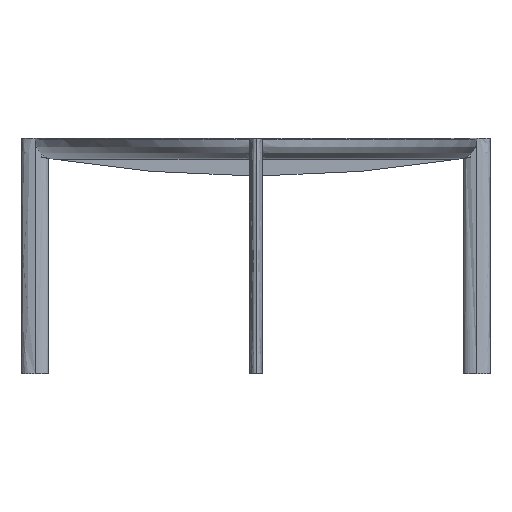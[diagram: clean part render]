
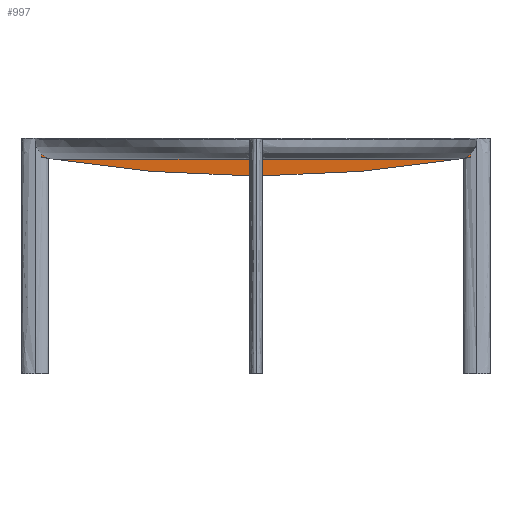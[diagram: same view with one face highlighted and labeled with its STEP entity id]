
A CAD part, left-side view. The second image highlights one B-rep face of the part: STEP entity #997.
In plain terms, the highlighted planar face has unit normal (-1, 0, 0).
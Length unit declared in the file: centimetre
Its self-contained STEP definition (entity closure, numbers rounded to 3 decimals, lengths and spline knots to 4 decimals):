
#49=(
BOUNDED_CURVE()
B_SPLINE_CURVE(2,(#12360,#12361,#12362),.UNSPECIFIED.,.F.,.F.)
B_SPLINE_CURVE_WITH_KNOTS((3,3),(0.,61.1618),.UNSPECIFIED.)
CURVE()
GEOMETRIC_REPRESENTATION_ITEM()
RATIONAL_B_SPLINE_CURVE((1.,0.997,1.))
REPRESENTATION_ITEM('')
);
#53=(
BOUNDED_CURVE()
B_SPLINE_CURVE(2,(#12412,#12413,#12414),.UNSPECIFIED.,.F.,.F.)
B_SPLINE_CURVE_WITH_KNOTS((3,3),(0.,61.1555),.UNSPECIFIED.)
CURVE()
GEOMETRIC_REPRESENTATION_ITEM()
RATIONAL_B_SPLINE_CURVE((1.,0.997,1.))
REPRESENTATION_ITEM('')
);
#187=PLANE('',#3733);
#997=ADVANCED_FACE('',(#1159),#187,.T.);
#1159=FACE_OUTER_BOUND('',#1321,.T.);
#1321=EDGE_LOOP('',(#1683,#1684,#1685,#1686,#1687,#1688,#1689,#1690,#1691,
#1692,#1693,#1694,#1695,#1696));
#1683=ORIENTED_EDGE('',*,*,#2364,.F.);
#1684=ORIENTED_EDGE('',*,*,#2375,.T.);
#1685=ORIENTED_EDGE('',*,*,#2363,.F.);
#1686=ORIENTED_EDGE('',*,*,#2376,.T.);
#1687=ORIENTED_EDGE('',*,*,#2377,.T.);
#1688=ORIENTED_EDGE('',*,*,#2382,.T.);
#1689=ORIENTED_EDGE('',*,*,#2350,.F.);
#1690=ORIENTED_EDGE('',*,*,#2360,.F.);
#1691=ORIENTED_EDGE('',*,*,#2378,.F.);
#1692=ORIENTED_EDGE('',*,*,#2357,.F.);
#1693=ORIENTED_EDGE('',*,*,#2367,.F.);
#1694=ORIENTED_EDGE('',*,*,#2380,.T.);
#1695=ORIENTED_EDGE('',*,*,#2387,.T.);
#1696=ORIENTED_EDGE('',*,*,#2379,.T.);
#2350=EDGE_CURVE('',#3320,#3321,#49,.T.);
#2357=EDGE_CURVE('',#3327,#3324,#2878,.T.);
#2360=EDGE_CURVE('',#3329,#3320,#2881,.T.);
#2363=EDGE_CURVE('',#3332,#3333,#2884,.T.);
#2364=EDGE_CURVE('',#3334,#3335,#2885,.T.);
#2367=EDGE_CURVE('',#3338,#3327,#53,.T.);
#2375=EDGE_CURVE('',#3334,#3333,#2893,.T.);
#2376=EDGE_CURVE('',#3332,#3344,#2894,.T.);
#2377=EDGE_CURVE('',#3344,#3345,#2895,.T.);
#2378=EDGE_CURVE('',#3324,#3329,#2896,.T.);
#2379=EDGE_CURVE('',#3347,#3335,#2897,.T.);
#2380=EDGE_CURVE('',#3338,#3346,#2898,.T.);
#2382=EDGE_CURVE('',#3345,#3321,#2900,.T.);
#2387=EDGE_CURVE('',#3346,#3347,#2905,.T.);
#2878=B_SPLINE_CURVE_WITH_KNOTS('',1,(#12376,#12377),.UNSPECIFIED.,.F.,
 .F.,(2,2),(0.,4.8001),.UNSPECIFIED.);
#2881=B_SPLINE_CURVE_WITH_KNOTS('',1,(#12382,#12383),.UNSPECIFIED.,.F.,
 .F.,(2,2),(0.,4.8001),.UNSPECIFIED.);
#2884=B_SPLINE_CURVE_WITH_KNOTS('',1,(#12396,#12397),.UNSPECIFIED.,.F.,
 .F.,(2,2),(0.,1.85),.UNSPECIFIED.);
#2885=B_SPLINE_CURVE_WITH_KNOTS('',1,(#12398,#12399),.UNSPECIFIED.,.F.,
 .F.,(2,2),(0.,1.85),.UNSPECIFIED.);
#2893=B_SPLINE_CURVE_WITH_KNOTS('',1,(#12434,#12435,#12436,#12437),
 .UNSPECIFIED.,.F.,.F.,(2,1,1,2),(0.,59.3426,62.8426,
122.1858),.UNSPECIFIED.);
#2894=B_SPLINE_CURVE_WITH_KNOTS('',1,(#12438,#12439,#12440),
 .UNSPECIFIED.,.F.,.F.,(2,1,2),(0.,4.4703,4.4749),
 .UNSPECIFIED.);
#2895=B_SPLINE_CURVE_WITH_KNOTS('',1,(#12441,#12442),.UNSPECIFIED.,.F.,
 .F.,(2,2),(0.,2.0535),.UNSPECIFIED.);
#2896=B_SPLINE_CURVE_WITH_KNOTS('',1,(#12443,#12444,#12445),
 .UNSPECIFIED.,.F.,.F.,(2,1,2),(-3.5,-3.4969,0.),
 .UNSPECIFIED.);
#2897=B_SPLINE_CURVE_WITH_KNOTS('',1,(#12446,#12447),.UNSPECIFIED.,.F.,
 .F.,(2,2),(0.,4.4664),.UNSPECIFIED.);
#2898=B_SPLINE_CURVE_WITH_KNOTS('',2,(#12448,#12449,#12450),
 .UNSPECIFIED.,.F.,.F.,(3,3),(-3.1116,0.),.UNSPECIFIED.);
#2900=B_SPLINE_CURVE_WITH_KNOTS('',2,(#12454,#12455,#12456,#12457,#12458),
 .UNSPECIFIED.,.F.,.F.,(3,2,3),(-3.1208,-3.1162,0.),
 .UNSPECIFIED.);
#2905=B_SPLINE_CURVE_WITH_KNOTS('',1,(#12486,#12487,#12488),
 .UNSPECIFIED.,.F.,.F.,(2,1,2),(-2.0549,-1.0625,0.),
 .UNSPECIFIED.);
#3320=VERTEX_POINT('',#12332);
#3321=VERTEX_POINT('',#12333);
#3324=VERTEX_POINT('',#12336);
#3327=VERTEX_POINT('',#12339);
#3329=VERTEX_POINT('',#12341);
#3332=VERTEX_POINT('',#12344);
#3333=VERTEX_POINT('',#12345);
#3334=VERTEX_POINT('',#12346);
#3335=VERTEX_POINT('',#12347);
#3338=VERTEX_POINT('',#12350);
#3344=VERTEX_POINT('',#12356);
#3345=VERTEX_POINT('',#12357);
#3346=VERTEX_POINT('',#12358);
#3347=VERTEX_POINT('',#12359);
#3733=AXIS2_PLACEMENT_3D('',#12327,#3847,$);
#3847=DIRECTION('',(-1.,0.,0.));
#12327=CARTESIAN_POINT('',(-1.75,7.1927,59.5279));
#12332=CARTESIAN_POINT('',(-1.75,-69.7531,60.4999));
#12333=CARTESIAN_POINT('',(-1.75,-9.0101,65.6821));
#12336=CARTESIAN_POINT('',(-1.75,-73.2531,65.3));
#12339=CARTESIAN_POINT('',(-1.75,-73.2531,60.4999));
#12341=CARTESIAN_POINT('',(-1.75,-69.7531,65.3));
#12344=CARTESIAN_POINT('',(-1.75,-10.4068,68.25));
#12345=CARTESIAN_POINT('',(-1.75,-10.4068,70.1));
#12346=CARTESIAN_POINT('',(-1.75,-132.5926,70.1));
#12347=CARTESIAN_POINT('',(-1.75,-132.5926,68.25));
#12350=CARTESIAN_POINT('',(-1.75,-133.9899,65.6821));
#12356=CARTESIAN_POINT('',(-1.75,-5.932,68.25));
#12357=CARTESIAN_POINT('',(-1.75,-5.932,66.1965));
#12358=CARTESIAN_POINT('',(-1.7494,-137.059,66.1951));
#12359=CARTESIAN_POINT('',(-1.75,-137.059,68.25));
#12360=CARTESIAN_POINT('',(-1.75,-69.7531,60.4999));
#12361=CARTESIAN_POINT('',(-1.75,-39.1726,60.6408));
#12362=CARTESIAN_POINT('',(-1.75,-9.0101,65.6821));
#12376=CARTESIAN_POINT('',(-1.75,-73.2531,60.4999));
#12377=CARTESIAN_POINT('',(-1.75,-73.2531,65.3));
#12382=CARTESIAN_POINT('',(-1.75,-69.7531,65.3));
#12383=CARTESIAN_POINT('',(-1.75,-69.7531,60.4999));
#12396=CARTESIAN_POINT('',(-1.75,-10.4068,68.25));
#12397=CARTESIAN_POINT('',(-1.75,-10.4068,70.1));
#12398=CARTESIAN_POINT('',(-1.75,-132.5926,70.1));
#12399=CARTESIAN_POINT('',(-1.75,-132.5926,68.25));
#12412=CARTESIAN_POINT('',(-1.75,-133.9899,65.6821));
#12413=CARTESIAN_POINT('',(-1.75,-103.8305,60.6413));
#12414=CARTESIAN_POINT('',(-1.75,-73.2531,60.4999));
#12434=CARTESIAN_POINT('',(-1.75,-132.5926,70.1));
#12435=CARTESIAN_POINT('',(-1.75,-73.25,70.1));
#12436=CARTESIAN_POINT('',(-1.75,-69.75,70.1));
#12437=CARTESIAN_POINT('',(-1.75,-10.4068,70.1));
#12438=CARTESIAN_POINT('',(-1.75,-10.4068,68.25));
#12439=CARTESIAN_POINT('',(-1.75,-5.9365,68.25));
#12440=CARTESIAN_POINT('',(-1.75,-5.932,68.25));
#12441=CARTESIAN_POINT('',(-1.75,-5.932,68.25));
#12442=CARTESIAN_POINT('',(-1.75,-5.932,66.1965));
#12443=CARTESIAN_POINT('',(-1.75,-73.2531,65.3));
#12444=CARTESIAN_POINT('',(-1.75,-73.25,65.3));
#12445=CARTESIAN_POINT('',(-1.75,-69.7531,65.3));
#12446=CARTESIAN_POINT('',(-1.75,-137.059,68.25));
#12447=CARTESIAN_POINT('',(-1.75,-132.5926,68.25));
#12448=CARTESIAN_POINT('',(-1.75,-133.9899,65.6821));
#12449=CARTESIAN_POINT('',(-1.7497,-135.5245,65.9386));
#12450=CARTESIAN_POINT('',(-1.7494,-137.059,66.1951));
#12454=CARTESIAN_POINT('',(-1.75,-5.932,66.1965));
#12455=CARTESIAN_POINT('',(-1.75,-5.9342,66.1962));
#12456=CARTESIAN_POINT('',(-1.75,-5.9365,66.1958));
#12457=CARTESIAN_POINT('',(-1.75,-7.4733,65.9389));
#12458=CARTESIAN_POINT('',(-1.75,-9.0101,65.6821));
#12486=CARTESIAN_POINT('',(-1.7494,-137.059,66.1951));
#12487=CARTESIAN_POINT('',(-1.75,-137.059,67.1875));
#12488=CARTESIAN_POINT('',(-1.75,-137.059,68.25));
